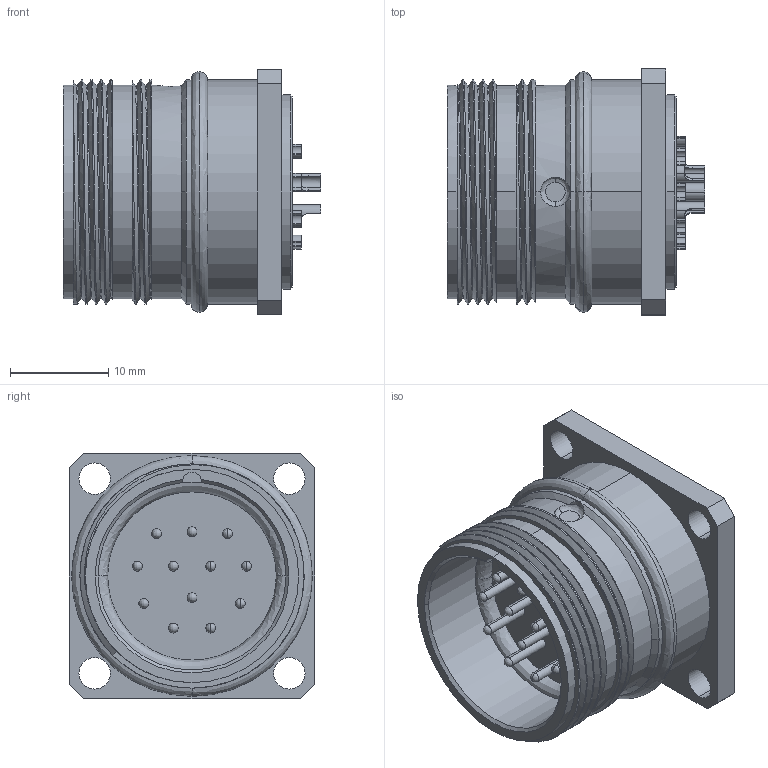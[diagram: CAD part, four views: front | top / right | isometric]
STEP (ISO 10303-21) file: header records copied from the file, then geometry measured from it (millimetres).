
FILE_DESCRIPTION (( 'STEP AP203' ), '1' );
FILE_NAME ('P388-12A.STEP', '2020-12-02T01:32:53', ( 'edpusr' ), ( 'Microsoft' ), 'SwSTEP 2.0', 'SolidWorks 2015', '' );
FILE_SCHEMA (( 'CONFIG_CONTROL_DESIGN' ));
Length unit declared in the file: millimetre
Products named in the file (1): P388-12A
Bounding box: 26.2 x 25 x 25 mm (x, y, z)
Volume: 6393.8 mm3; surface area: 4750.4 mm2
Topology: 1 solids, 1 shells, 250 faces, 663 edges, 410 vertices
Faces by surface type: cylinder 128, plane 83, bspline 31, cone 8
Entity records: 10474 total; most frequent: CARTESIAN_POINT 4498, ORIENTED_EDGE 1258, DIRECTION 1220, EDGE_CURVE 629, AXIS2_PLACEMENT_3D 480, VERTEX_POINT 410, EDGE_LOOP 287, VECTOR 260
